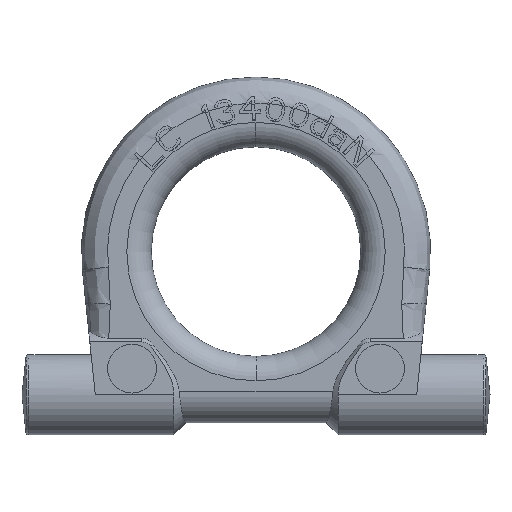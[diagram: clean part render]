
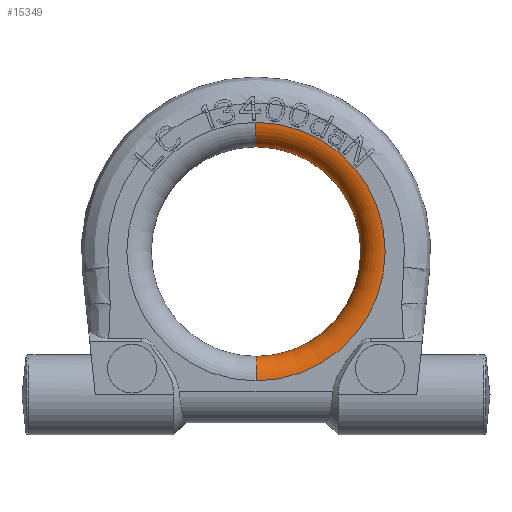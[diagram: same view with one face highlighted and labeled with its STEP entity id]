
A CAD part, top view. The second image highlights one B-rep face of the part: STEP entity #15349.
In plain terms, the highlighted toroidal (fillet/blend) face has major radius 37 mm and minor radius 7 mm.
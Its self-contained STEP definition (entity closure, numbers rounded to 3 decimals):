
#1258=CARTESIAN_POINT('',(0.,41.,10.));
#1259=DIRECTION('',(0.,0.,-1.));
#1260=DIRECTION('',(0.,1.,0.));
#1261=AXIS2_PLACEMENT_3D('',#1258,#1259,#1260);
#1263=CARTESIAN_POINT('',(0.,41.,3.));
#1264=DIRECTION('',(0.,0.,-1.));
#1265=DIRECTION('',(0.,1.,0.));
#1266=AXIS2_PLACEMENT_3D('',#1263,#1264,#1265);
#1268=CARTESIAN_POINT('',(0.,78.,3.));
#1269=DIRECTION('',(1.,0.,0.));
#1270=DIRECTION('',(0.,0.,1.));
#1271=AXIS2_PLACEMENT_3D('',#1268,#1269,#1270);
#1283=CARTESIAN_POINT('',(0.,4.,3.));
#1284=DIRECTION('',(-1.,0.,0.));
#1285=DIRECTION('',(0.,0.,1.));
#1286=AXIS2_PLACEMENT_3D('',#1283,#1284,#1285);
#11991=CARTESIAN_POINT('',(0.,78.,10.));
#11992=CARTESIAN_POINT('',(0.,4.,10.));
#11993=VERTEX_POINT('',#11991);
#11994=VERTEX_POINT('',#11992);
#11995=CARTESIAN_POINT('',(0.,71.,3.));
#11996=CARTESIAN_POINT('',(0.,11.,3.));
#11997=VERTEX_POINT('',#11995);
#11998=VERTEX_POINT('',#11996);
#15335=CARTESIAN_POINT('',(0.,41.,3.));
#15336=DIRECTION('',(0.,0.,1.));
#15337=DIRECTION('',(-0.007,1.,0.));
#15338=AXIS2_PLACEMENT_3D('',#15335,#15336,#15337);
#15339=TOROIDAL_SURFACE('',#15338,37.,7.);
#15340=ORIENTED_EDGE('',*,*,#15068,.T.);
#15342=ORIENTED_EDGE('',*,*,#15341,.T.);
#15344=ORIENTED_EDGE('',*,*,#15343,.F.);
#15346=ORIENTED_EDGE('',*,*,#15345,.F.);
#15347=EDGE_LOOP('',(#15340,#15342,#15344,#15346));
#15348=FACE_OUTER_BOUND('',#15347,.F.);
#15349=ADVANCED_FACE('',(#15348),#15339,.T.);
#1262=CIRCLE('',#1261,37.);
#1267=CIRCLE('',#1266,30.);
#1272=CIRCLE('',#1271,7.);
#1287=CIRCLE('',#1286,7.);
#15068=EDGE_CURVE('',#11993,#11994,#1262,.T.);
#15341=EDGE_CURVE('',#11994,#11998,#1287,.T.);
#15343=EDGE_CURVE('',#11997,#11998,#1267,.T.);
#15345=EDGE_CURVE('',#11993,#11997,#1272,.T.);
